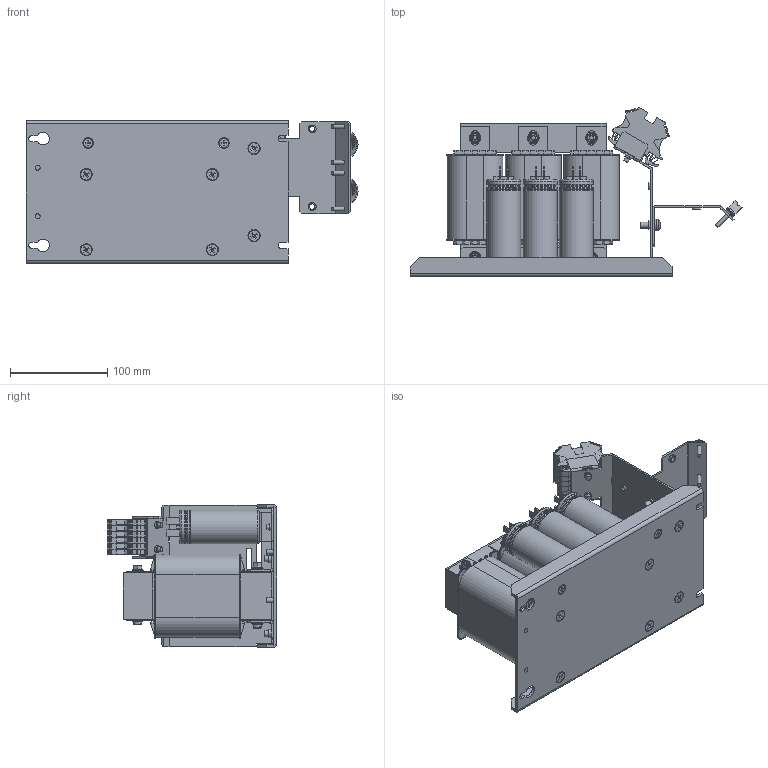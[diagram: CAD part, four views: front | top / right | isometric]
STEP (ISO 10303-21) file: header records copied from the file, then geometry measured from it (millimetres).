
FILE_DESCRIPTION (( 'STEP AP214' ), '1' );
FILE_NAME ('130B7289.STEP', '2015-02-12T10:53:53', ( 'EDV' ), ( 'Microsoft' ), 'SwSTEP 2.0', 'SolidWorks 2014', '' );
FILE_SCHEMA (( 'AUTOMOTIVE_DESIGN' ));
Length unit declared in the file: millimetre
Products named in the file (27): #060-0518; hex nut style 1 gradeab_din_Hexagon Nut ISO 4032 - M5 - D - N; #050-0935; +1126-0003; Kern f黵 B 1212047; countersunk flat head cross recess screw_din_ISO 7046-1 - M6 x 12 - Z --- 12N; UI90-51,5-oD; countersunk flat head cross recess screw_din_ISO 7046-1 - M5 x 10 - Z --- 10N; Wickel 3UI 90_51; slotted cheese head screw_din_ISO 1207 - M5 x 50 --- 38N; pan head cross recess screw_din_ISO 7045 - M5 x 10 - Z --- 10N; 130B7289; plain washer grade a_din_Washer DIN 125 - A 5.3; pan head cross collar screw_din_DIN 967 - M4 x 20 - Z --- 18.6N; plain washer grade a_din_Washer DIN 125 - A 4.3; WDU 4; +3810-0092; +1095-0158; D56; serrated lock washer 3_din_DIN 6907-9.3; #040-1706; hex thin nut chamfered gradeab_din_Hexagon Thin Nut ISO 4035 - M8 - N; #080-0702; pan head cross recess screw_din_ISO 7045 - M6 x 16 - Z --- 16N; #040-1598; plain washer grade a_din_Washer DIN 125 - A 6.4; #050-1126
Assembly tree (94 placements, depth 2):
  130B7289
    Wickel 3UI 90_51  x3
    UI90-51,5-oD  x3
    Kern f黵 B 1212047
    #050-0935
    #060-0518
    #050-1126
    #040-1598
    #080-0702
    #040-1706  x2
    D56  x6
    +1095-0158  x2
    +3810-0092  x3
    WDU 4  x6
    plain washer grade a_din_Washer DIN 125 - A 4.3  x4
    pan head cross collar screw_din_DIN 967 - M4 x 20 - Z --- 18.6N  x4
    plain washer grade a_din_Washer DIN 125 - A 5.3  x14
    pan head cross recess screw_din_ISO 7045 - M5 x 10 - Z --- 10N  x2
    slotted cheese head screw_din_ISO 1207 - M5 x 50 --- 38N  x6
    countersunk flat head cross recess screw_din_ISO 7046-1 - M5 x 10 - Z --- 10N  x2
    countersunk flat head cross recess screw_din_ISO 7046-1 - M6 x 12 - Z --- 12N  x6
    +1126-0003  x9
    hex nut style 1 gradeab_din_Hexagon Nut ISO 4032 - M5 - D - N  x6
    plain washer grade a_din_Washer DIN 125 - A 6.4  x2
    pan head cross recess screw_din_ISO 7045 - M6 x 16 - Z --- 16N  x2
    hex thin nut chamfered gradeab_din_Hexagon Thin Nut ISO 4035 - M8 - N  x3
    serrated lock washer 3_din_DIN 6907-9.3  x3
Bounding box: 342.13 x 174.39 x 147 mm (x, y, z)
Volume: 2208566.6 mm3; surface area: 725206.9 mm2
Topology: 96 solids, 96 shells, 4845 faces, 12656 edges, 8003 vertices
Faces by surface type: plane 2798, cylinder 1374, torus 338, cone 231, bspline 96, sphere 8
Full cylindrical faces by diameter (mm): 3.7 x4, 4 x4, 4.2 x12, 4.3 x4, 4.5 x4, 4.725 x12, 5 x20, 5.2 x9, 5.3 x14, 5.5 x9, 6 x12, 6.2 x9, 6.4 x2, 6.8 x3, 6.95 x4, 7 x8, 7.15 x4, 8 x18, 8.5 x26, 9 x4, 9.3 x5, 9.5 x2, 10 x18, 11.3 x6, 12 x13, 18 x3, 32 x3, 33 x3, 35 x9
Entity records: 51918 total; most frequent: CARTESIAN_POINT 9182, DIRECTION 8106, ORIENTED_EDGE 7630, EDGE_CURVE 3815, AXIS2_PLACEMENT_3D 2807, LINE 2492, VECTOR 2492, VERTEX_POINT 2471
